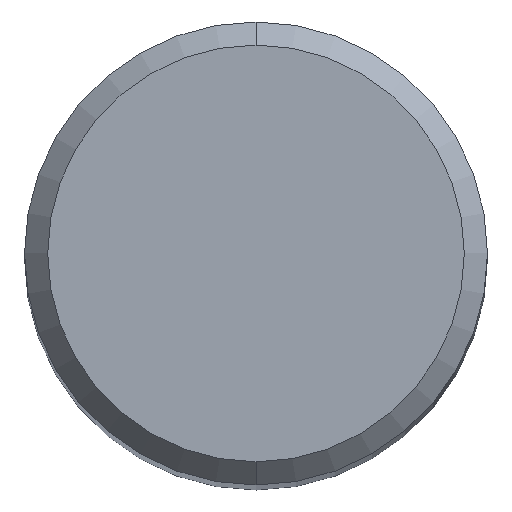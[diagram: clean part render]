
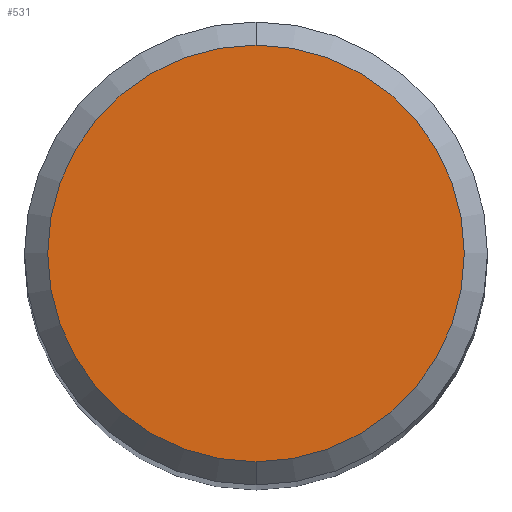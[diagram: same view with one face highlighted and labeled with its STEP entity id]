
A CAD part, top view. The second image highlights one B-rep face of the part: STEP entity #531.
In plain terms, the highlighted planar face has unit normal (0, 0, 1).
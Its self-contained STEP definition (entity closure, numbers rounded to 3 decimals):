
#531=ADVANCED_FACE('',(#1188),#1189,.T.);
#533=EDGE_CURVE('',#953,#843,#1191,.T.);
#827=EDGE_CURVE('',#843,#953,#1505,.T.);
#843=VERTEX_POINT('',#1522);
#953=VERTEX_POINT('',#1646);
#1188=FACE_OUTER_BOUND('',#4865,.T.);
#1189=PLANE('',#4866);
#1191=CIRCLE('',#4869,3.6);
#1505=CIRCLE('',#8826,3.6);
#1522=CARTESIAN_POINT('',(0.,-3.6,0.0));
#1646=CARTESIAN_POINT('',(0.0,3.6,0.0));
#4865=EDGE_LOOP('',(#9530,#9531));
#4866=AXIS2_PLACEMENT_3D('',#9532,#9533,#9534);
#4869=AXIS2_PLACEMENT_3D('',#9535,#9536,#9537);
#8826=AXIS2_PLACEMENT_3D('',#9796,#9797,#9798);
#9530=ORIENTED_EDGE('',*,*,#533,.F.);
#9531=ORIENTED_EDGE('',*,*,#827,.F.);
#9532=CARTESIAN_POINT('',(0.0,1.8,0.0));
#9533=DIRECTION('',(-0.0,0.0,1.0));
#9534=DIRECTION('',(0.0,-1.0,0.0));
#9535=CARTESIAN_POINT('',(0.0,0.0,0.0));
#9536=DIRECTION('',(0.0,0.0,-1.0));
#9537=DIRECTION('',(0.0,1.0,0.0));
#9796=CARTESIAN_POINT('',(0.0,0.0,0.0));
#9797=DIRECTION('',(0.0,0.0,-1.0));
#9798=DIRECTION('',(0.0,1.0,0.0));
